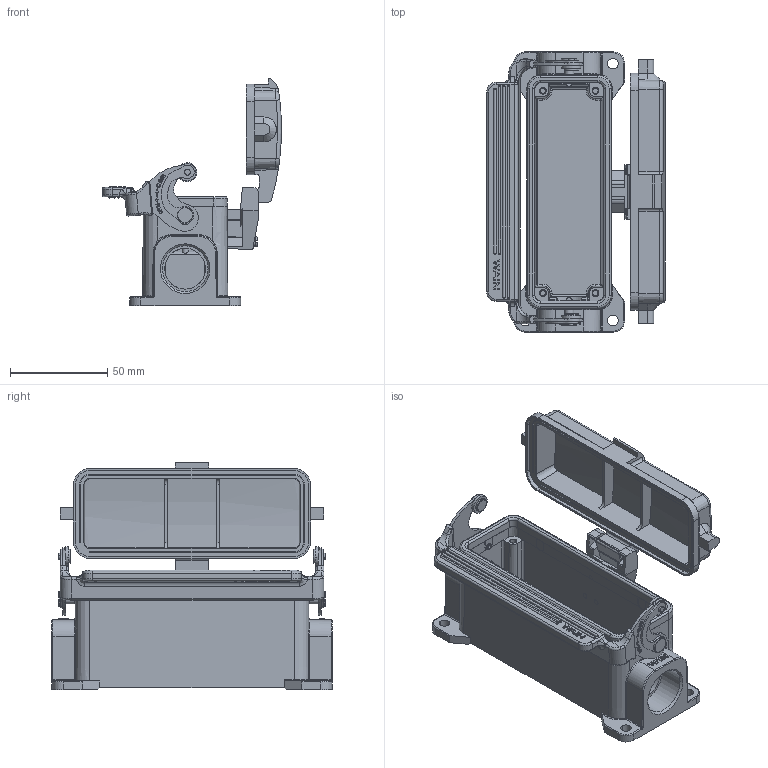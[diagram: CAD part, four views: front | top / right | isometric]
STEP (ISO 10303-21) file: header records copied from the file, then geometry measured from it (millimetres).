
FILE_DESCRIPTION(/* description */ (''),/* implementation_level */ '2;1');
FILE_NAME(/* name */ '3D_1240242611003_HV24B-SF-1L_SC-CV-M25_V1.1.stp',/* time_stamp */ '2024-01-12T10:21:21+08:00',/* author */ (''),/* organization */ (''),/* preprocessor_version */ 'ST-DEVELOPER v18.1',/* originating_system */ 'SIEMENS PLM Software NX 1980',/* authorisation */ '');
FILE_SCHEMA (('AUTOMOTIVE_DESIGN { 1 0 10303 214 3 1 1 1 }'));
Products named in the file (1): 145919DCBBD54cjm
Bounding box: 91.97 x 144 x 116.82 mm (x, y, z)
Volume: 155816.1 mm3; surface area: 109238.5 mm2
Topology: 19 solids, 28 shells, 1870 faces, 5087 edges, 3343 vertices
Faces by surface type: cylinder 830, plane 796, torus 94, cone 54, bspline 39, extrusion 35, sphere 22
Full cylindrical faces by diameter (mm): 1.9 x2, 3 x4, 4 x2, 4.9 x2, 8 x2, 21 x1, 23.5 x1, 26.7 x1
Entity records: 69955 total; most frequent: CARTESIAN_POINT 24437, ORIENTED_EDGE 10013, DIRECTION 8136, EDGE_CURVE 5031, VERTEX_POINT 3333, AXIS2_PLACEMENT_3D 2837, VECTOR 2462, LINE 2427
